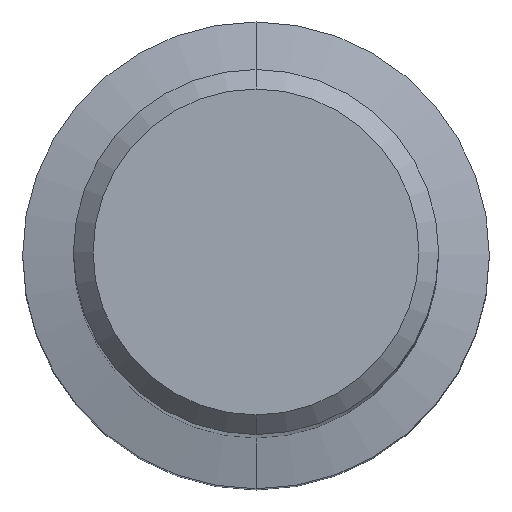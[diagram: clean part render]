
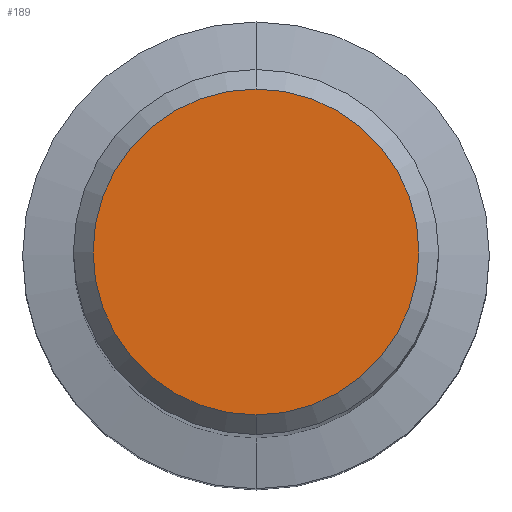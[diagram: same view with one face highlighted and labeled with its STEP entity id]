
A CAD part, top view. The second image highlights one B-rep face of the part: STEP entity #189.
In plain terms, the highlighted planar face has unit normal (0, 0, 1).
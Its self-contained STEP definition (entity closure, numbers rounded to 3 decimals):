
#145=EDGE_CURVE('',#173,#175,#347,.T.);
#173=VERTEX_POINT('',#379);
#175=VERTEX_POINT('',#381);
#189=ADVANCED_FACE('',(#396),#397,.T.);
#291=EDGE_CURVE('',#175,#173,#513,.T.);
#347=CIRCLE('',#574,6.65);
#379=CARTESIAN_POINT('',(0.,-6.65,0.0));
#381=CARTESIAN_POINT('',(0.0,6.65,0.0));
#396=FACE_OUTER_BOUND('',#636,.T.);
#397=PLANE('',#637);
#513=CIRCLE('',#780,6.65);
#574=AXIS2_PLACEMENT_3D('',#826,#827,#828);
#636=EDGE_LOOP('',(#899,#900));
#637=AXIS2_PLACEMENT_3D('',#901,#902,#903);
#780=AXIS2_PLACEMENT_3D('',#1044,#1045,#1046);
#826=CARTESIAN_POINT('',(0.0,0.0,0.0));
#827=DIRECTION('',(0.0,0.0,-1.0));
#828=DIRECTION('',(0.0,1.0,0.0));
#899=ORIENTED_EDGE('',*,*,#291,.F.);
#900=ORIENTED_EDGE('',*,*,#145,.F.);
#901=CARTESIAN_POINT('',(0.0,3.325,0.0));
#902=DIRECTION('',(-0.0,0.0,1.0));
#903=DIRECTION('',(0.0,-1.0,0.0));
#1044=CARTESIAN_POINT('',(0.0,0.0,0.0));
#1045=DIRECTION('',(0.0,0.0,-1.0));
#1046=DIRECTION('',(0.0,1.0,0.0));
